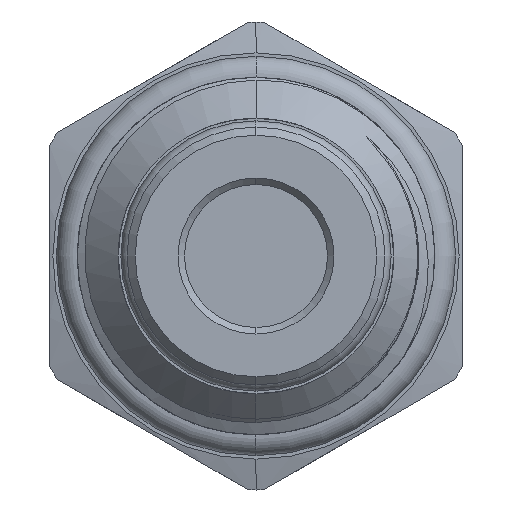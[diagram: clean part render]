
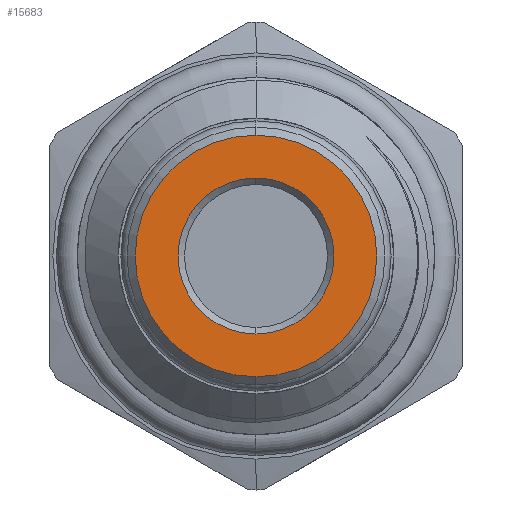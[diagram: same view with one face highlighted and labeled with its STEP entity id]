
A CAD part, left-side view. The second image highlights one B-rep face of the part: STEP entity #15683.
In plain terms, the highlighted planar face has unit normal (-1, 0, 0).
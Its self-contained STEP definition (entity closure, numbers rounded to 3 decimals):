
#1667 = DIRECTION ( 'NONE',  ( 0., 0., 1. ) ) ;
#1673 = DIRECTION ( 'NONE',  ( -1., 0., 0. ) ) ;
#1678 = PLANE ( 'NONE',  #5290 ) ;
#1683 = CARTESIAN_POINT ( 'NONE',  ( 0., 0., 0. ) ) ;
#4230 = VERTEX_POINT ( 'NONE', #16701 ) ;
#4262 = VERTEX_POINT ( 'NONE', #15229 ) ;
#4366 = VERTEX_POINT ( 'NONE', #12151 ) ;
#4407 = VERTEX_POINT ( 'NONE', #12127 ) ;
#4542 = EDGE_LOOP ( 'NONE', ( #18259, #18260 ) ) ;
#4968 = AXIS2_PLACEMENT_3D ( 'NONE', #12869, #12867, #12864 ) ;
#5034 = CIRCLE ( 'NONE', #4968, 4.8 ) ;
#5157 = FACE_BOUND ( 'NONE', #4542, .T. ) ;
#5163 = FACE_OUTER_BOUND ( 'NONE', #16061, .T. ) ;
#5290 = AXIS2_PLACEMENT_3D ( 'NONE', #1683, #1673, #1667 ) ;
#6016 = AXIS2_PLACEMENT_3D ( 'NONE', #10327, #10328, #10329 ) ;
#6129 = AXIS2_PLACEMENT_3D ( 'NONE', #11661, #11662, #11663 ) ;
#6149 = AXIS2_PLACEMENT_3D ( 'NONE', #11694, #11695, #11696 ) ;
#6408 = CIRCLE ( 'NONE', #6016, 7.435 ) ;
#6668 = CIRCLE ( 'NONE', #6129, 4.8 ) ;
#6682 = CIRCLE ( 'NONE', #6149, 7.435 ) ;
#10327 = CARTESIAN_POINT ( 'NONE',  ( 0., 0., 0. ) ) ;
#10328 = DIRECTION ( 'NONE',  ( -1., 0., 0. ) ) ;
#10329 = DIRECTION ( 'NONE',  ( 0., 0., 1. ) ) ;
#11661 = CARTESIAN_POINT ( 'NONE',  ( 0., 0., 0. ) ) ;
#11662 = DIRECTION ( 'NONE',  ( 1., 0., 0. ) ) ;
#11663 = DIRECTION ( 'NONE',  ( 0., 0., 1. ) ) ;
#11694 = CARTESIAN_POINT ( 'NONE',  ( 0., 0., 0. ) ) ;
#11695 = DIRECTION ( 'NONE',  ( -1., 0., 0. ) ) ;
#11696 = DIRECTION ( 'NONE',  ( 0., 0., 1. ) ) ;
#12127 = CARTESIAN_POINT ( 'NONE',  ( 0., 0., -7.435 ) ) ;
#12151 = CARTESIAN_POINT ( 'NONE',  ( 0., 0., 4.8 ) ) ;
#12864 = DIRECTION ( 'NONE',  ( 0., 0., 1. ) ) ;
#12867 = DIRECTION ( 'NONE',  ( 1., 0., 0. ) ) ;
#12869 = CARTESIAN_POINT ( 'NONE',  ( 0., 0., 0. ) ) ;
#13251 = EDGE_CURVE ( 'NONE', #4366, #4262, #5034, .T. ) ;
#15229 = CARTESIAN_POINT ( 'NONE',  ( 0., 0., -4.8 ) ) ;
#15683 = ADVANCED_FACE ( 'NONE', ( #5157, #5163 ), #1678, .T. ) ;
#16061 = EDGE_LOOP ( 'NONE', ( #18258, #18265 ) ) ;
#16701 = CARTESIAN_POINT ( 'NONE',  ( 0., 0., 7.435 ) ) ;
#16762 = EDGE_CURVE ( 'NONE', #4230, #4407, #6408, .T. ) ;
#16928 = EDGE_CURVE ( 'NONE', #4262, #4366, #6668, .T. ) ;
#16939 = EDGE_CURVE ( 'NONE', #4407, #4230, #6682, .T. ) ;
#18258 = ORIENTED_EDGE ( 'NONE', *, *, #16939, .T. ) ;
#18259 = ORIENTED_EDGE ( 'NONE', *, *, #13251, .T. ) ;
#18260 = ORIENTED_EDGE ( 'NONE', *, *, #16928, .T. ) ;
#18265 = ORIENTED_EDGE ( 'NONE', *, *, #16762, .T. ) ;
